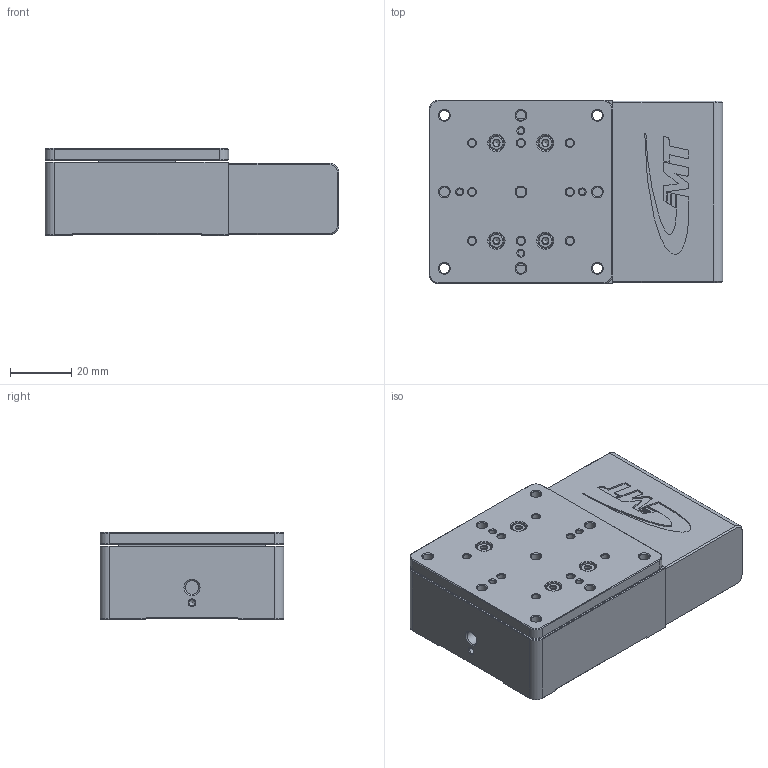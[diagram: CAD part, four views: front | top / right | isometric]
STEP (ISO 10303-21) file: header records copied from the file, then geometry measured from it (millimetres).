
FILE_DESCRIPTION(/* description */ (''),/* implementation_level */ '2;1');
FILE_NAME(/* name */ 'LCT-60x60_simpel',/* time_stamp */ '2023-05-06T19:31:50+02:00',/* author */ (''),/* organization */ ('GMT Europe'),/* preprocessor_version */ 'ST-DEVELOPER v16.7',/* originating_system */ 'Solid Edge',/* authorisation */ 'Unknown');
FILE_SCHEMA (('AUTOMOTIVE_DESIGN {1 0 10303 214 3 1 1}'));
Length unit declared in the file: millimetre
Products named in the file (6): LCT-60x60; LCT-001-60x60; LCT-002; LCT-003-60x60; LCT-004-60x60; Schraube ISO4762-ZK-I6K-M2.5 x 5-A2
Assembly tree (8 placements, depth 2):
  LCT-60x60
    LCT-001-60x60
    LCT-002
    LCT-003-60x60
    LCT-004-60x60
    Schraube ISO4762-ZK-I6K-M2.5 x 5-A2  x4
Bounding box: 96 x 60 x 28.5 mm (x, y, z)
Surface area: 39656.1 mm2
Topology: 8 solids, 9 shells, 441 faces, 1077 edges, 685 vertices
Faces by surface type: plane 213, cone 116, cylinder 93, torus 12, bspline 7
Full cylindrical faces by diameter (mm): 2 x6, 2.013 x2, 2.4 x4, 2.459 x10, 2.5 x6, 2.7 x4, 3.242 x9, 4 x1, 4.134 x2, 4.3 x4, 4.5 x1, 4.68 x4, 5 x5, 5.8 x2, 7.3 x3, 8 x2, 11 x1
Entity records: 11313 total; most frequent: CARTESIAN_POINT 1835, DIRECTION 1773, ORIENTED_EDGE 1482, EDGE_CURVE 741, AXIS2_PLACEMENT_3D 674, FACE_BOUND 620, EDGE_LOOP 616, VERTEX_POINT 533
